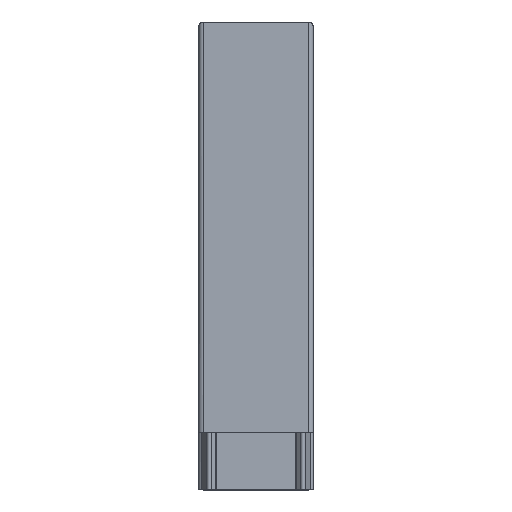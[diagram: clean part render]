
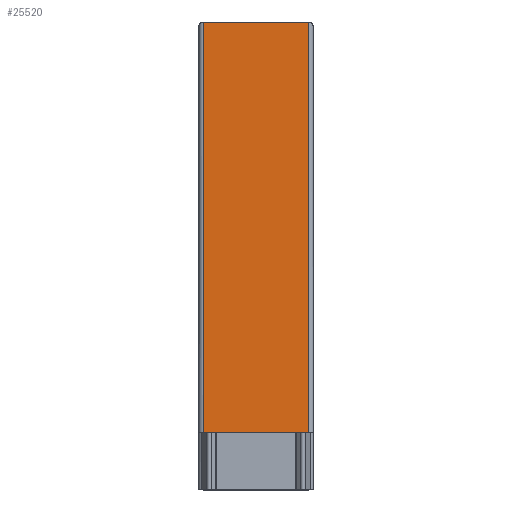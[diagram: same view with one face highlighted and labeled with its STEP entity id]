
A CAD part, top view. The second image highlights one B-rep face of the part: STEP entity #25520.
In plain terms, the highlighted face is planar.
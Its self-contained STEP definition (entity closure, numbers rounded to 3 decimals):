
#110=CARTESIAN_POINT('',(139.593,-80.568,-20.));
#120=VERTEX_POINT('',#110);
#1640=CARTESIAN_POINT('',(102.69,-80.568,-20.));
#1650=VERTEX_POINT('',#1640);
#1680=CARTESIAN_POINT('',(973.336,-80.568,-20.));
#1690=DIRECTION('',(1.,0.,0.));
#1700=VECTOR('',#1690,1.);
#1710=LINE('',#1680,#1700);
#1720=EDGE_CURVE('',#1650,#120,#1710,.T.);
#4940=CARTESIAN_POINT('',(102.69,-80.568,
-163.704));
#4950=VERTEX_POINT('',#4940);
#4980=CARTESIAN_POINT('',(102.69,-80.568,-2000.));
#4990=DIRECTION('',(0.,0.,1.));
#5000=VECTOR('',#4990,1.);
#5010=LINE('',#4980,#5000);
#5020=EDGE_CURVE('',#4950,#1650,#5010,.T.);
#14550=CARTESIAN_POINT('',(139.593,-80.568,
-163.704));
#14560=VERTEX_POINT('',#14550);
#14680=CARTESIAN_POINT('',(139.593,-80.568,-2000.));
#14690=DIRECTION('',(0.,0.,1.));
#14700=VECTOR('',#14690,1.);
#14710=LINE('',#14680,#14700);
#14720=EDGE_CURVE('',#14560,#120,#14710,.T.);
#22310=CARTESIAN_POINT('',(973.336,-80.568,
-163.704));
#22320=DIRECTION('',(-1.,0.,0.));
#22330=VECTOR('',#22320,1.);
#22340=LINE('',#22310,#22330);
#22350=EDGE_CURVE('',#14560,#4950,#22340,.T.);
#25410=CARTESIAN_POINT('',(92.69,-80.568,-2000.));
#25420=DIRECTION('',(0.,1.,-0.));
#25430=DIRECTION('',(-1.,0.,0.));
#25440=AXIS2_PLACEMENT_3D('',#25410,#25420,#25430);
#25450=PLANE('',#25440);
#25460=ORIENTED_EDGE('',*,*,#22350,.T.);
#25470=ORIENTED_EDGE('',*,*,#14720,.F.);
#25480=ORIENTED_EDGE('',*,*,#1720,.T.);
#25490=ORIENTED_EDGE('',*,*,#5020,.T.);
#25500=EDGE_LOOP('',(#25490,#25480,#25470,#25460));
#25510=FACE_OUTER_BOUND('',#25500,.T.);
#25520=ADVANCED_FACE('',(#25510),#25450,.T.);
